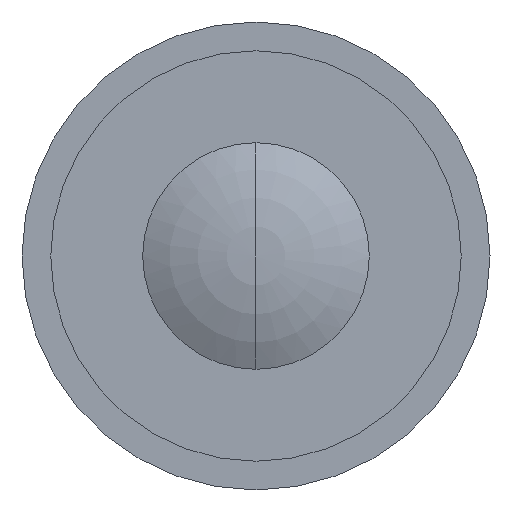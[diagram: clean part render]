
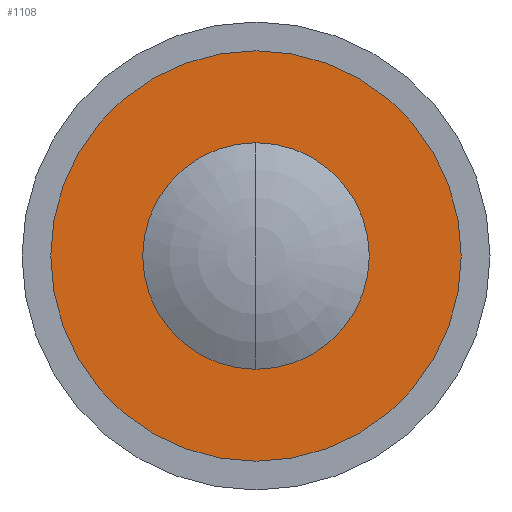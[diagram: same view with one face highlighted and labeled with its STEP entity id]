
A CAD part, front view. The second image highlights one B-rep face of the part: STEP entity #1108.
In plain terms, the highlighted planar face has unit normal (0, -1, 0).
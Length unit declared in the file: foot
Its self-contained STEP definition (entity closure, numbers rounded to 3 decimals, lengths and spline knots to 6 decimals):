
#347 = EDGE_LOOP ( 'NONE', ( #1360, #404 ) ) ;
#392 = FACE_OUTER_BOUND ( 'NONE', #952, .T. ) ;
#404 = ORIENTED_EDGE ( 'NONE', *, *, #2084, .T. ) ;
#500 = VERTEX_POINT ( 'NONE', #1385 ) ;
#583 = DIRECTION ( 'NONE',  ( 0., 1., 0. ) ) ;
#654 = EDGE_CURVE ( 'NONE', #2227, #819, #2448, .T. ) ;
#743 = CIRCLE ( 'NONE', #1632, 0.010417 ) ;
#762 = EDGE_CURVE ( 'NONE', #816, #500, #743, .T. ) ;
#802 = CARTESIAN_POINT ( 'NONE',  ( 0., -0.026417, 0. ) ) ;
#816 = VERTEX_POINT ( 'NONE', #1001 ) ;
#819 = VERTEX_POINT ( 'NONE', #2723 ) ;
#952 = EDGE_LOOP ( 'NONE', ( #1490, #2350 ) ) ;
#965 = CARTESIAN_POINT ( 'NONE',  ( 0., -0.026417, 0. ) ) ;
#991 = FACE_BOUND ( 'NONE', #347, .T. ) ;
#1001 = CARTESIAN_POINT ( 'NONE',  ( 0., -0.026417, -0.010417 ) ) ;
#1108 = ADVANCED_FACE ( 'NONE', ( #991, #392 ), #2517, .T. ) ;
#1120 = DIRECTION ( 'NONE',  ( 0., 0., 1. ) ) ;
#1178 = EDGE_CURVE ( 'NONE', #500, #816, #2063, .T. ) ;
#1360 = ORIENTED_EDGE ( 'NONE', *, *, #654, .T. ) ;
#1372 = DIRECTION ( 'NONE',  ( 0., 0., 1. ) ) ;
#1385 = CARTESIAN_POINT ( 'NONE',  ( 0., -0.026417, 0.010417 ) ) ;
#1490 = ORIENTED_EDGE ( 'NONE', *, *, #1178, .F. ) ;
#1498 = CARTESIAN_POINT ( 'NONE',  ( -0.00575, -0.026417, 0. ) ) ;
#1530 = DIRECTION ( 'NONE',  ( 0., 1., 0. ) ) ;
#1562 = AXIS2_PLACEMENT_3D ( 'NONE', #1498, #1692, #2701 ) ;
#1575 = AXIS2_PLACEMENT_3D ( 'NONE', #2685, #583, #1372 ) ;
#1632 = AXIS2_PLACEMENT_3D ( 'NONE', #802, #1530, #1120 ) ;
#1692 = DIRECTION ( 'NONE',  ( 0., -1., 0. ) ) ;
#2063 = CIRCLE ( 'NONE', #2557, 0.010417 ) ;
#2084 = EDGE_CURVE ( 'NONE', #819, #2227, #2575, .T. ) ;
#2227 = VERTEX_POINT ( 'NONE', #2249 ) ;
#2249 = CARTESIAN_POINT ( 'NONE',  ( 0., -0.026417, 0.00575 ) ) ;
#2275 = AXIS2_PLACEMENT_3D ( 'NONE', #2582, #2516, #2394 ) ;
#2350 = ORIENTED_EDGE ( 'NONE', *, *, #762, .F. ) ;
#2394 = DIRECTION ( 'NONE',  ( 0., 0., 1. ) ) ;
#2448 = CIRCLE ( 'NONE', #2275, 0.00575 ) ;
#2492 = DIRECTION ( 'NONE',  ( 0., 1., 0. ) ) ;
#2516 = DIRECTION ( 'NONE',  ( 0., 1., 0. ) ) ;
#2517 = PLANE ( 'NONE',  #1562 ) ;
#2557 = AXIS2_PLACEMENT_3D ( 'NONE', #965, #2492, #2707 ) ;
#2575 = CIRCLE ( 'NONE', #1575, 0.00575 ) ;
#2582 = CARTESIAN_POINT ( 'NONE',  ( 0., -0.026417, 0. ) ) ;
#2685 = CARTESIAN_POINT ( 'NONE',  ( 0., -0.026417, 0. ) ) ;
#2701 = DIRECTION ( 'NONE',  ( 0., 0., -1. ) ) ;
#2707 = DIRECTION ( 'NONE',  ( 0., 0., 1. ) ) ;
#2723 = CARTESIAN_POINT ( 'NONE',  ( 0., -0.026417, -0.00575 ) ) ;
